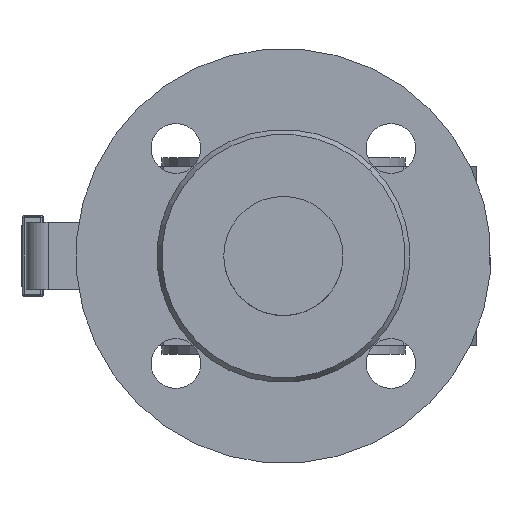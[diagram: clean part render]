
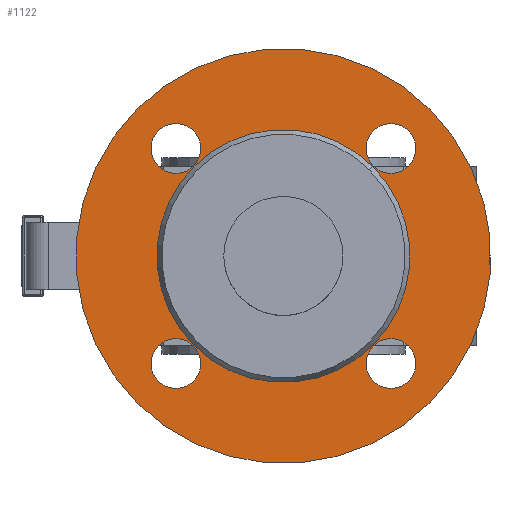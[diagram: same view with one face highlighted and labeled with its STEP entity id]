
A CAD part, left-side view. The second image highlights one B-rep face of the part: STEP entity #1122.
In plain terms, the highlighted planar face has unit normal (-1, 0, 0).
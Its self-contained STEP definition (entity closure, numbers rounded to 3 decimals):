
#1122=ADVANCED_FACE('',(#2277,#2278,#2279,#2280,#2281,#2282),#2283,.T.);
#2277=FACE_OUTER_BOUND('',#3519,.T.);
#2278=FACE_BOUND('',#3520,.T.);
#2279=FACE_BOUND('',#3521,.T.);
#2280=FACE_BOUND('',#3522,.T.);
#2281=FACE_BOUND('',#3523,.T.);
#2282=FACE_BOUND('',#3524,.T.);
#2283=PLANE('',#3525);
#3519=EDGE_LOOP('',(#6769,#6770));
#3520=EDGE_LOOP('',(#6771,#6772));
#3521=EDGE_LOOP('',(#6773,#6774));
#3522=EDGE_LOOP('',(#6775,#6776));
#3523=EDGE_LOOP('',(#6777,#6778));
#3524=EDGE_LOOP('',(#6779,#6780));
#3525=AXIS2_PLACEMENT_3D('',#6781,#6782,#6783);
#6769=ORIENTED_EDGE('',*,*,#6912,.F.);
#6770=ORIENTED_EDGE('',*,*,#8101,.F.);
#6771=ORIENTED_EDGE('',*,*,#8099,.T.);
#6772=ORIENTED_EDGE('',*,*,#6917,.T.);
#6773=ORIENTED_EDGE('',*,*,#8097,.T.);
#6774=ORIENTED_EDGE('',*,*,#6922,.T.);
#6775=ORIENTED_EDGE('',*,*,#8095,.T.);
#6776=ORIENTED_EDGE('',*,*,#6927,.T.);
#6777=ORIENTED_EDGE('',*,*,#8093,.T.);
#6778=ORIENTED_EDGE('',*,*,#6932,.T.);
#6779=ORIENTED_EDGE('',*,*,#6909,.T.);
#6780=ORIENTED_EDGE('',*,*,#8103,.T.);
#6781=CARTESIAN_POINT('',(-102.0,42.685,-42.685));
#6782=DIRECTION('',(-1.0,0.,0.));
#6783=DIRECTION('',(0.,1.0,0.0));
#6909=EDGE_CURVE('',#8247,#8251,#8253,.T.);
#6912=EDGE_CURVE('',#8255,#8258,#8259,.T.);
#6917=EDGE_CURVE('',#8267,#8264,#8268,.T.);
#6922=EDGE_CURVE('',#8276,#8273,#8277,.T.);
#6927=EDGE_CURVE('',#8285,#8282,#8286,.T.);
#6932=EDGE_CURVE('',#8294,#8291,#8295,.T.);
#8093=EDGE_CURVE('',#8291,#8294,#10003,.T.);
#8095=EDGE_CURVE('',#8282,#8285,#10005,.T.);
#8097=EDGE_CURVE('',#8273,#8276,#10007,.T.);
#8099=EDGE_CURVE('',#8264,#8267,#10009,.T.);
#8101=EDGE_CURVE('',#8258,#8255,#10011,.T.);
#8103=EDGE_CURVE('',#8251,#8247,#10013,.T.);
#8247=VERTEX_POINT('',#10324);
#8251=VERTEX_POINT('',#10329);
#8253=CIRCLE('',#10332,45.732);
#8255=VERTEX_POINT('',#10334);
#8258=VERTEX_POINT('',#10338);
#8259=CIRCLE('',#10339,75.0);
#8264=VERTEX_POINT('',#10345);
#8267=VERTEX_POINT('',#10349);
#8268=CIRCLE('',#10350,9.0);
#8273=VERTEX_POINT('',#10356);
#8276=VERTEX_POINT('',#10360);
#8277=CIRCLE('',#10361,9.0);
#8282=VERTEX_POINT('',#10367);
#8285=VERTEX_POINT('',#10371);
#8286=CIRCLE('',#10372,9.0);
#8291=VERTEX_POINT('',#10378);
#8294=VERTEX_POINT('',#10382);
#8295=CIRCLE('',#10383,9.0);
#10003=CIRCLE('',#12925,9.0);
#10005=CIRCLE('',#12927,9.0);
#10007=CIRCLE('',#12929,9.0);
#10009=CIRCLE('',#12931,9.0);
#10011=CIRCLE('',#12933,75.0);
#10013=CIRCLE('',#12935,45.732);
#10324=CARTESIAN_POINT('',(-102.0,32.337,-32.337));
#10329=CARTESIAN_POINT('',(-102.0,-32.337,32.337));
#10332=AXIS2_PLACEMENT_3D('',#13044,#13045,#13046);
#10334=CARTESIAN_POINT('',(-102.0,53.033,-53.033));
#10338=CARTESIAN_POINT('',(-102.0,-53.033,53.033));
#10339=AXIS2_PLACEMENT_3D('',#13048,#13049,#13050);
#10345=CARTESIAN_POINT('',(-102.0,32.527,-32.527));
#10349=CARTESIAN_POINT('',(-102.0,45.255,-45.255));
#10350=AXIS2_PLACEMENT_3D('',#13056,#13057,#13058);
#10356=CARTESIAN_POINT('',(-102.0,-45.255,-32.527));
#10360=CARTESIAN_POINT('',(-102.0,-32.527,-45.255));
#10361=AXIS2_PLACEMENT_3D('',#13064,#13065,#13066);
#10367=CARTESIAN_POINT('',(-102.0,-45.255,45.255));
#10371=CARTESIAN_POINT('',(-102.0,-32.527,32.527));
#10372=AXIS2_PLACEMENT_3D('',#13072,#13073,#13074);
#10378=CARTESIAN_POINT('',(-102.0,32.527,45.255));
#10382=CARTESIAN_POINT('',(-102.0,45.255,32.527));
#10383=AXIS2_PLACEMENT_3D('',#13080,#13081,#13082);
#12925=AXIS2_PLACEMENT_3D('',#14295,#14296,#14297);
#12927=AXIS2_PLACEMENT_3D('',#14298,#14299,#14300);
#12929=AXIS2_PLACEMENT_3D('',#14301,#14302,#14303);
#12931=AXIS2_PLACEMENT_3D('',#14304,#14305,#14306);
#12933=AXIS2_PLACEMENT_3D('',#14307,#14308,#14309);
#12935=AXIS2_PLACEMENT_3D('',#14310,#14311,#14312);
#13044=CARTESIAN_POINT('',(-102.0,0.,0.));
#13045=DIRECTION('',(1.0,0.,0.));
#13046=DIRECTION('',(0.,0.707,-0.707));
#13048=CARTESIAN_POINT('',(-102.0,0.,0.));
#13049=DIRECTION('',(1.0,0.,0.));
#13050=DIRECTION('',(0.,0.707,-0.707));
#13056=CARTESIAN_POINT('',(-102.0,38.891,-38.891));
#13057=DIRECTION('',(1.0,0.,0.));
#13058=DIRECTION('',(0.,-0.707,0.707));
#13064=CARTESIAN_POINT('',(-102.0,-38.891,-38.891));
#13065=DIRECTION('',(1.0,0.,0.));
#13066=DIRECTION('',(0.,-0.707,0.707));
#13072=CARTESIAN_POINT('',(-102.0,-38.891,38.891));
#13073=DIRECTION('',(1.0,0.,0.));
#13074=DIRECTION('',(0.,-0.707,0.707));
#13080=CARTESIAN_POINT('',(-102.0,38.891,38.891));
#13081=DIRECTION('',(1.0,0.,0.));
#13082=DIRECTION('',(0.,-0.707,0.707));
#14295=CARTESIAN_POINT('',(-102.0,38.891,38.891));
#14296=DIRECTION('',(1.0,0.,0.));
#14297=DIRECTION('',(0.,-0.707,0.707));
#14298=CARTESIAN_POINT('',(-102.0,-38.891,38.891));
#14299=DIRECTION('',(1.0,0.,0.));
#14300=DIRECTION('',(0.,-0.707,0.707));
#14301=CARTESIAN_POINT('',(-102.0,-38.891,-38.891));
#14302=DIRECTION('',(1.0,0.,0.));
#14303=DIRECTION('',(0.,-0.707,0.707));
#14304=CARTESIAN_POINT('',(-102.0,38.891,-38.891));
#14305=DIRECTION('',(1.0,0.,0.));
#14306=DIRECTION('',(0.,-0.707,0.707));
#14307=CARTESIAN_POINT('',(-102.0,0.,0.));
#14308=DIRECTION('',(1.0,0.,0.));
#14309=DIRECTION('',(0.,0.707,-0.707));
#14310=CARTESIAN_POINT('',(-102.0,0.,0.));
#14311=DIRECTION('',(1.0,0.,0.));
#14312=DIRECTION('',(0.,0.707,-0.707));
